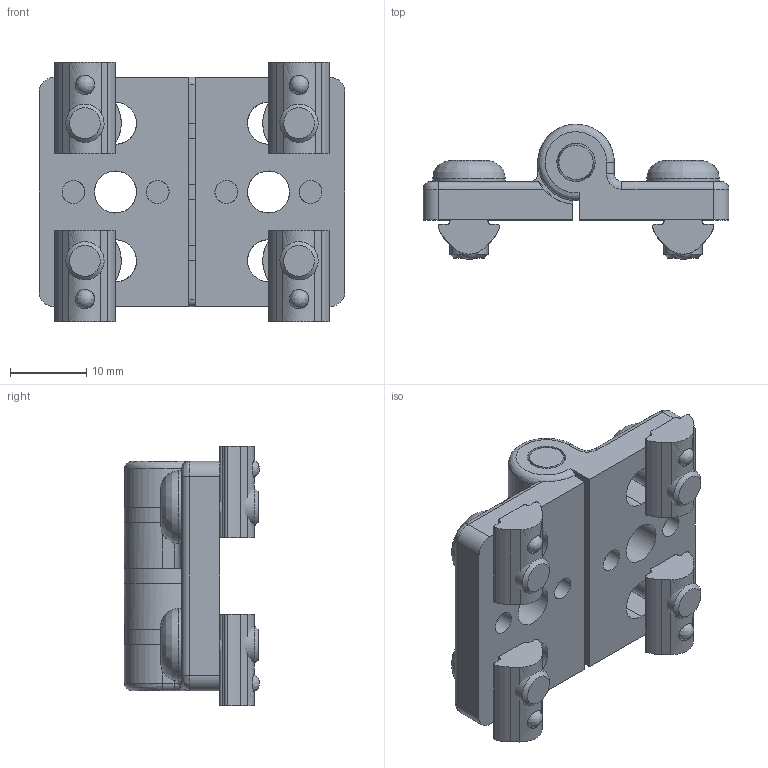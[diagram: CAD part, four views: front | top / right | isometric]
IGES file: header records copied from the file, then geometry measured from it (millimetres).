
Global section: file name: SZ0720S_A; native system: Autodesk Inventor 2015; preprocessor: unknown; author: Behrens; date: 20151120.135502; units: millimetre
Bounding box: 40 x 17.7 x 34 mm (x, y, z)
Volume: 8805.2 mm3; surface area: 8820 mm2
Topology: 18 solids, 18 shells, 247 faces, 677 edges, 460 vertices
Faces by surface type: bspline 247
